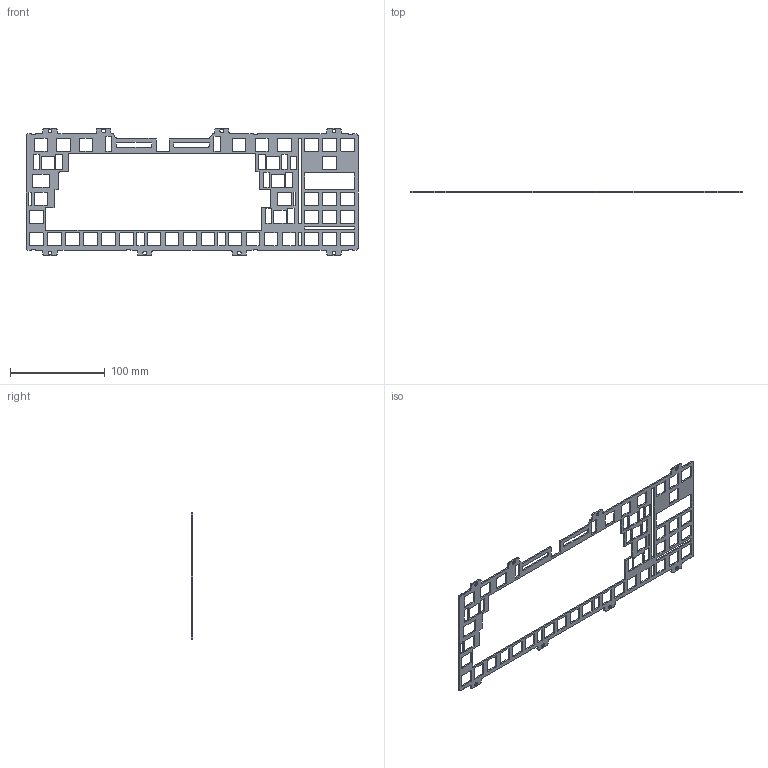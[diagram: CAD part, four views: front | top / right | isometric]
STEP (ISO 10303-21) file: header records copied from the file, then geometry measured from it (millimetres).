
FILE_DESCRIPTION(/* description */ (''),/* implementation_level */ '2;1');
FILE_NAME(/* name */ 'i1_HPv2.step',/* time_stamp */ '2019-06-12T05:35:23-04:00',/* author */ (''),/* organization */ (''),/* preprocessor_version */ 'ST-DEVELOPER v18',/* originating_system */ 'Autodesk Translation Framework v8.2.0.1029',/* authorisation */ '');
FILE_SCHEMA (('AUTOMOTIVE_DESIGN { 1 0 10303 214 3 1 1 }'));
Length unit declared in the file: millimetre
Products named in the file (1): Plate
Bounding box: 350.61 x 1.5 x 135.01 mm (x, y, z)
Volume: 20952.3 mm3; surface area: 35939.9 mm2
Topology: 1 solids, 1 shells, 652 faces, 1950 edges, 1300 vertices
Faces by surface type: cylinder 337, plane 315
Full cylindrical faces by diameter (mm): 4 x8
Entity records: 22472 total; most frequent: DIRECTION 3930, CARTESIAN_POINT 3903, ORIENTED_EDGE 3900, EDGE_CURVE 1950, AXIS2_PLACEMENT_3D 1327, VERTEX_POINT 1300, LINE 1276, VECTOR 1276
